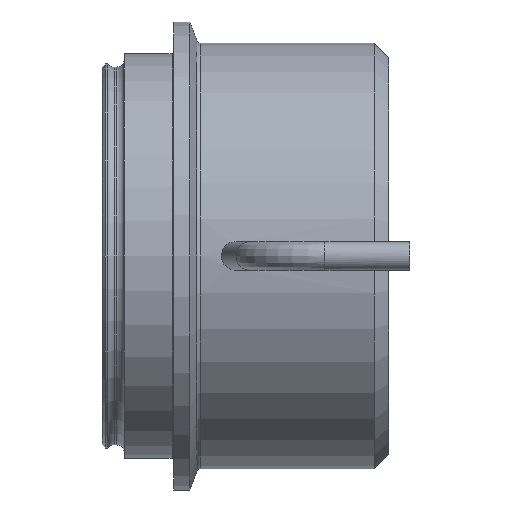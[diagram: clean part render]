
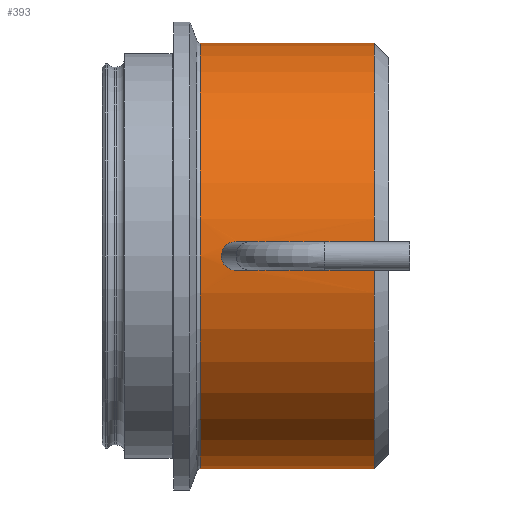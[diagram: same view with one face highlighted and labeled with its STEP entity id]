
A CAD part, front view. The second image highlights one B-rep face of the part: STEP entity #393.
In plain terms, the highlighted cylindrical face has radius 47.625 mm (diameter 95.25 mm), a full revolution.
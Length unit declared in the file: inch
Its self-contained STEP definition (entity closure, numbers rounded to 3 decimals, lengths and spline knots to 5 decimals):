
#24=FACE_BOUND('',#110,.T.);
#25=FACE_BOUND('',#111,.T.);
#42=LINE('',#1014,#53);
#53=VECTOR('',#612,1.875);
#61=CYLINDRICAL_SURFACE('',#475,1.875);
#84=FACE_OUTER_BOUND('',#109,.T.);
#109=EDGE_LOOP('',(#360,#361,#362,#363,#364,#365));
#110=EDGE_LOOP('',(#366,#367));
#111=EDGE_LOOP('',(#368));
#137=CIRCLE('',#451,1.875);
#138=CIRCLE('',#452,1.875);
#144=CIRCLE('',#459,1.875);
#145=CIRCLE('',#460,1.875);
#155=B_SPLINE_CURVE_WITH_KNOTS('',3,(#747,#748,#749,#750,#751,#752,#753,
#754,#755,#756),.UNSPECIFIED.,.F.,.F.,(4,2,2,2,4),(0.,0.11964,
0.23927,0.35891,0.47854),.UNSPECIFIED.);
#156=B_SPLINE_CURVE_WITH_KNOTS('',3,(#757,#758,#759,#760,#761,#762,#763,
#764,#765,#766,#767,#768,#769,#770,#771,#772,#773,#774,#775,#776,#777,#778,
#779,#780,#781,#782),.UNSPECIFIED.,.F.,.F.,(4,2,2,2,2,2,2,2,2,2,2,2,4),
(0.47854,0.59818,0.71782,0.83745,
0.95709,1.07672,1.19636,1.316,1.43563,
1.55527,1.67491,1.79454,1.91418),
 .UNSPECIFIED.);
#157=B_SPLINE_CURVE_WITH_KNOTS('',3,(#787,#788,#789,#790,#791,#792,#793,
#794,#795,#796,#797,#798,#799,#800,#801,#802,#803,#804,#805,#806,#807,#808,
#809,#810,#811,#812,#813,#814,#815,#816,#817,#818,#819,#820),
 .UNSPECIFIED.,.T.,.F.,(4,2,2,2,2,2,2,2,2,2,2,2,2,2,2,2,4),(0.,0.12325,
0.2465,0.36584,0.48517,0.60451,
0.72385,0.8471,0.97035,1.09388,
1.21742,1.33832,1.45923,1.58013,1.70103,
1.82457,1.94811),.UNSPECIFIED.);
#164=VERTEX_POINT('',#744);
#165=VERTEX_POINT('',#746);
#166=VERTEX_POINT('',#786);
#184=VERTEX_POINT('',#970);
#185=VERTEX_POINT('',#971);
#190=VERTEX_POINT('',#984);
#191=VERTEX_POINT('',#986);
#204=EDGE_CURVE('',#165,#164,#155,.T.);
#205=EDGE_CURVE('',#164,#165,#156,.T.);
#207=EDGE_CURVE('',#166,#166,#157,.T.);
#233=EDGE_CURVE('',#184,#185,#137,.T.);
#234=EDGE_CURVE('',#185,#184,#138,.T.);
#241=EDGE_CURVE('',#190,#191,#144,.T.);
#242=EDGE_CURVE('',#191,#190,#145,.T.);
#254=EDGE_CURVE('',#190,#185,#42,.T.);
#360=ORIENTED_EDGE('',*,*,#242,.F.);
#361=ORIENTED_EDGE('',*,*,#241,.F.);
#362=ORIENTED_EDGE('',*,*,#254,.T.);
#363=ORIENTED_EDGE('',*,*,#234,.T.);
#364=ORIENTED_EDGE('',*,*,#233,.T.);
#365=ORIENTED_EDGE('',*,*,#254,.F.);
#366=ORIENTED_EDGE('',*,*,#204,.T.);
#367=ORIENTED_EDGE('',*,*,#205,.T.);
#368=ORIENTED_EDGE('',*,*,#207,.T.);
#393=ADVANCED_FACE('',(#84,#24,#25),#61,.T.);
#451=AXIS2_PLACEMENT_3D('',#972,#557,#558);
#452=AXIS2_PLACEMENT_3D('',#973,#559,#560);
#459=AXIS2_PLACEMENT_3D('',#987,#574,#575);
#460=AXIS2_PLACEMENT_3D('',#988,#576,#577);
#475=AXIS2_PLACEMENT_3D('',#1013,#610,#611);
#557=DIRECTION('center_axis',(-1.,0.,0.));
#558=DIRECTION('ref_axis',(0.,0.,1.));
#559=DIRECTION('center_axis',(-1.,0.,0.));
#560=DIRECTION('ref_axis',(0.,0.,1.));
#574=DIRECTION('center_axis',(-1.,0.,0.));
#575=DIRECTION('ref_axis',(0.,0.,1.));
#576=DIRECTION('center_axis',(-1.,0.,0.));
#577=DIRECTION('ref_axis',(0.,0.,1.));
#610=DIRECTION('center_axis',(-1.,0.,0.));
#611=DIRECTION('ref_axis',(0.,0.,1.));
#612=DIRECTION('',(1.,0.,0.));
#744=CARTESIAN_POINT('',(2.087,1.875,0.));
#746=CARTESIAN_POINT('',(1.962,1.87083,-0.125));
#747=CARTESIAN_POINT('Ctrl Pts',(1.962,1.87083,-0.125));
#748=CARTESIAN_POINT('Ctrl Pts',(1.9777,1.87083,-0.125));
#749=CARTESIAN_POINT('Ctrl Pts',(1.99444,1.87105,-0.12186));
#750=CARTESIAN_POINT('Ctrl Pts',(2.02524,1.87183,-0.1091));
#751=CARTESIAN_POINT('Ctrl Pts',(2.03929,1.87239,-0.09948));
#752=CARTESIAN_POINT('Ctrl Pts',(2.06148,1.87344,-0.07729));
#753=CARTESIAN_POINT('Ctrl Pts',(2.0711,1.874,-0.06324));
#754=CARTESIAN_POINT('Ctrl Pts',(2.08386,1.87478,-0.03244));
#755=CARTESIAN_POINT('Ctrl Pts',(2.087,1.875,-0.0157));
#756=CARTESIAN_POINT('Ctrl Pts',(2.087,1.875,0.));
#757=CARTESIAN_POINT('Ctrl Pts',(2.087,1.875,0.));
#758=CARTESIAN_POINT('Ctrl Pts',(2.087,1.875,0.0157));
#759=CARTESIAN_POINT('Ctrl Pts',(2.08386,1.87478,0.03244));
#760=CARTESIAN_POINT('Ctrl Pts',(2.0711,1.874,0.06324));
#761=CARTESIAN_POINT('Ctrl Pts',(2.06148,1.87344,0.07729));
#762=CARTESIAN_POINT('Ctrl Pts',(2.03929,1.87239,0.09948));
#763=CARTESIAN_POINT('Ctrl Pts',(2.02524,1.87183,0.1091));
#764=CARTESIAN_POINT('Ctrl Pts',(1.99444,1.87105,0.12186));
#765=CARTESIAN_POINT('Ctrl Pts',(1.9777,1.87083,0.125));
#766=CARTESIAN_POINT('Ctrl Pts',(1.9463,1.87083,0.125));
#767=CARTESIAN_POINT('Ctrl Pts',(1.92956,1.87105,0.12186));
#768=CARTESIAN_POINT('Ctrl Pts',(1.89876,1.87183,0.1091));
#769=CARTESIAN_POINT('Ctrl Pts',(1.88471,1.87239,0.09948));
#770=CARTESIAN_POINT('Ctrl Pts',(1.86252,1.87344,0.07729));
#771=CARTESIAN_POINT('Ctrl Pts',(1.8529,1.874,0.06324));
#772=CARTESIAN_POINT('Ctrl Pts',(1.84014,1.87478,0.03244));
#773=CARTESIAN_POINT('Ctrl Pts',(1.837,1.875,0.0157));
#774=CARTESIAN_POINT('Ctrl Pts',(1.837,1.875,-0.0157));
#775=CARTESIAN_POINT('Ctrl Pts',(1.84014,1.87478,-0.03244));
#776=CARTESIAN_POINT('Ctrl Pts',(1.8529,1.874,-0.06324));
#777=CARTESIAN_POINT('Ctrl Pts',(1.86252,1.87344,-0.07729));
#778=CARTESIAN_POINT('Ctrl Pts',(1.88471,1.87239,-0.09948));
#779=CARTESIAN_POINT('Ctrl Pts',(1.89876,1.87183,-0.1091));
#780=CARTESIAN_POINT('Ctrl Pts',(1.92956,1.87105,-0.12186));
#781=CARTESIAN_POINT('Ctrl Pts',(1.9463,1.87083,-0.125));
#782=CARTESIAN_POINT('Ctrl Pts',(1.962,1.87083,-0.125));
#786=CARTESIAN_POINT('',(1.17688,-1.87083,-0.125));
#787=CARTESIAN_POINT('Ctrl Pts',(1.17688,-1.87083,-0.125));
#788=CARTESIAN_POINT('Ctrl Pts',(1.16071,-1.87083,-0.125));
#789=CARTESIAN_POINT('Ctrl Pts',(1.14341,-1.87104,-0.12189));
#790=CARTESIAN_POINT('Ctrl Pts',(1.11155,-1.87184,-0.10904));
#791=CARTESIAN_POINT('Ctrl Pts',(1.09698,-1.8724,-0.0993));
#792=CARTESIAN_POINT('Ctrl Pts',(1.07434,-1.87345,-0.07694));
#793=CARTESIAN_POINT('Ctrl Pts',(1.06464,-1.874,-0.06298));
#794=CARTESIAN_POINT('Ctrl Pts',(1.05177,-1.87478,-0.03235));
#795=CARTESIAN_POINT('Ctrl Pts',(1.04859,-1.875,-0.01566));
#796=CARTESIAN_POINT('Ctrl Pts',(1.04859,-1.875,0.01566));
#797=CARTESIAN_POINT('Ctrl Pts',(1.05177,-1.87478,0.03235));
#798=CARTESIAN_POINT('Ctrl Pts',(1.06464,-1.874,0.06298));
#799=CARTESIAN_POINT('Ctrl Pts',(1.07434,-1.87345,0.07694));
#800=CARTESIAN_POINT('Ctrl Pts',(1.09698,-1.8724,0.0993));
#801=CARTESIAN_POINT('Ctrl Pts',(1.11155,-1.87184,0.10904));
#802=CARTESIAN_POINT('Ctrl Pts',(1.14341,-1.87104,0.12189));
#803=CARTESIAN_POINT('Ctrl Pts',(1.16071,-1.87083,0.125));
#804=CARTESIAN_POINT('Ctrl Pts',(1.19309,-1.87083,0.125));
#805=CARTESIAN_POINT('Ctrl Pts',(1.21043,-1.87105,0.12188));
#806=CARTESIAN_POINT('Ctrl Pts',(1.24249,-1.87183,0.10917));
#807=CARTESIAN_POINT('Ctrl Pts',(1.25723,-1.87239,0.09957));
#808=CARTESIAN_POINT('Ctrl Pts',(1.28042,-1.87343,0.07744));
#809=CARTESIAN_POINT('Ctrl Pts',(1.29053,-1.87399,0.06349));
#810=CARTESIAN_POINT('Ctrl Pts',(1.30403,-1.87478,0.03271));
#811=CARTESIAN_POINT('Ctrl Pts',(1.30741,-1.875,0.01587));
#812=CARTESIAN_POINT('Ctrl Pts',(1.30741,-1.875,-0.01587));
#813=CARTESIAN_POINT('Ctrl Pts',(1.30403,-1.87478,-0.03271));
#814=CARTESIAN_POINT('Ctrl Pts',(1.29053,-1.87399,-0.06349));
#815=CARTESIAN_POINT('Ctrl Pts',(1.28042,-1.87343,-0.07744));
#816=CARTESIAN_POINT('Ctrl Pts',(1.25723,-1.87239,-0.09957));
#817=CARTESIAN_POINT('Ctrl Pts',(1.24249,-1.87183,-0.10917));
#818=CARTESIAN_POINT('Ctrl Pts',(1.21043,-1.87105,-0.12188));
#819=CARTESIAN_POINT('Ctrl Pts',(1.19309,-1.87083,-0.125));
#820=CARTESIAN_POINT('Ctrl Pts',(1.17688,-1.87083,-0.125));
#970=CARTESIAN_POINT('',(2.398,0.,1.875));
#971=CARTESIAN_POINT('',(2.398,0.,-1.875));
#972=CARTESIAN_POINT('Origin',(2.398,0.,0.));
#973=CARTESIAN_POINT('Origin',(2.398,0.,0.));
#984=CARTESIAN_POINT('',(0.86347,0.,-1.875));
#986=CARTESIAN_POINT('',(0.86347,0.,1.875));
#987=CARTESIAN_POINT('Origin',(0.86347,0.,0.));
#988=CARTESIAN_POINT('Origin',(0.86347,0.,0.));
#1013=CARTESIAN_POINT('Origin',(0.,0.,0.));
#1014=CARTESIAN_POINT('',(0.,0.,-1.875));
